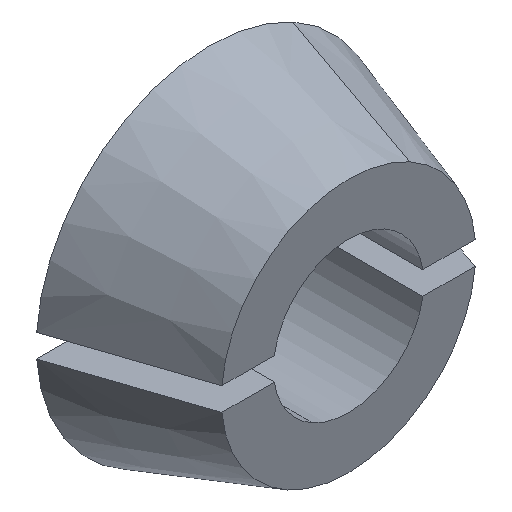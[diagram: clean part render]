
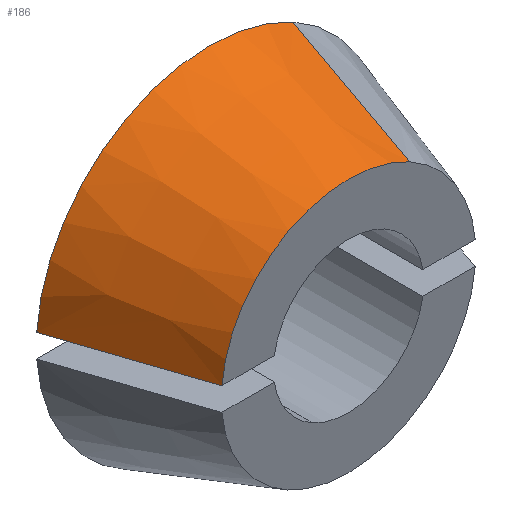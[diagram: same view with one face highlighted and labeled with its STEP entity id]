
A CAD part, isometric view. The second image highlights one B-rep face of the part: STEP entity #186.
In plain terms, the highlighted conical face has half-angle 18.435 degrees and reference radius 5.5 mm.
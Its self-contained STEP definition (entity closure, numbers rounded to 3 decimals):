
#61=CARTESIAN_POINT('Vertex',(-5.477,0.,0.5)) ;
#91=CARTESIAN_POINT('Vertex',(2.637,0.,4.827)) ;
#94=CARTESIAN_POINT('Axis2P3D Location',(0.,0.,0.)) ;
#113=CARTESIAN_POINT('Axis2P3D Location',(0.,6.,0.)) ;
#117=CARTESIAN_POINT('Vertex',(-7.483,6.,0.5)) ;
#119=CARTESIAN_POINT('Vertex',(3.596,6.,6.582)) ;
#164=CARTESIAN_POINT('Axis2P3D Location',(0.,0.,0.)) ;
#169=CARTESIAN_POINT('Line Origine',(3.116,3.,5.704)) ;
#175=CARTESIAN_POINT('Control Point',(-5.477,0.,0.5)) ;
#176=CARTESIAN_POINT('Control Point',(-6.147,2.001,0.5)) ;
#177=CARTESIAN_POINT('Control Point',(-6.815,3.998,0.5)) ;
#178=CARTESIAN_POINT('Control Point',(-7.483,6.,0.5)) ;
#95=DIRECTION('Axis2P3D Direction',(0.,1.,0.)) ;
#114=DIRECTION('Axis2P3D Direction',(0.,1.,0.)) ;
#165=DIRECTION('Axis2P3D Direction',(0.,1.,0.)) ;
#166=DIRECTION('Axis2P3D XDirection',(0.479,0.,0.878)) ;
#170=DIRECTION('Vector Direction',(0.152,0.949,0.278)) ;
#96=AXIS2_PLACEMENT_3D('Circle Axis2P3D',#94,#95,$) ;
#115=AXIS2_PLACEMENT_3D('Circle Axis2P3D',#113,#114,$) ;
#167=AXIS2_PLACEMENT_3D('Cone Axis2P3D',#164,#165,#166) ;
#181=ORIENTED_EDGE('',*,*,#98,.T.) ;
#182=ORIENTED_EDGE('',*,*,#173,.F.) ;
#183=ORIENTED_EDGE('',*,*,#121,.F.) ;
#184=ORIENTED_EDGE('',*,*,#179,.F.) ;
#171=VECTOR('Line Direction',#170,1.) ;
#186=ADVANCED_FACE('Corps principal',(#185),#168,.T.) ;
#174=B_SPLINE_CURVE_WITH_KNOTS('',3,(#175,#176,#177,#178),.UNSPECIFIED.,.F.,.U.,(4,4),(0.,8.954),.UNSPECIFIED.) ;
#97=CIRCLE('generated circle',#96,5.5) ;
#116=CIRCLE('generated circle',#115,7.5) ;
#168=CONICAL_SURFACE('Cone',#167,5.5,0.322) ;
#98=EDGE_CURVE('',#62,#92,#97,.T.) ;
#121=EDGE_CURVE('',#118,#120,#116,.T.) ;
#173=EDGE_CURVE('',#120,#92,#172,.F.) ;
#179=EDGE_CURVE('',#62,#118,#174,.T.) ;
#180=EDGE_LOOP('',(#181,#182,#183,#184)) ;
#185=FACE_OUTER_BOUND('',#180,.T.) ;
#172=LINE('Line',#169,#171) ;
#62=VERTEX_POINT('',#61) ;
#92=VERTEX_POINT('',#91) ;
#118=VERTEX_POINT('',#117) ;
#120=VERTEX_POINT('',#119) ;
